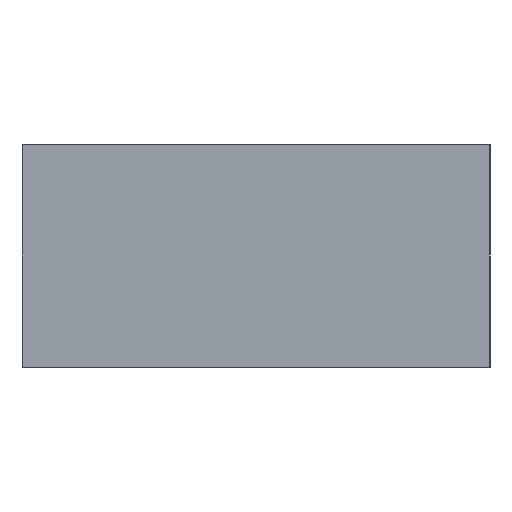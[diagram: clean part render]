
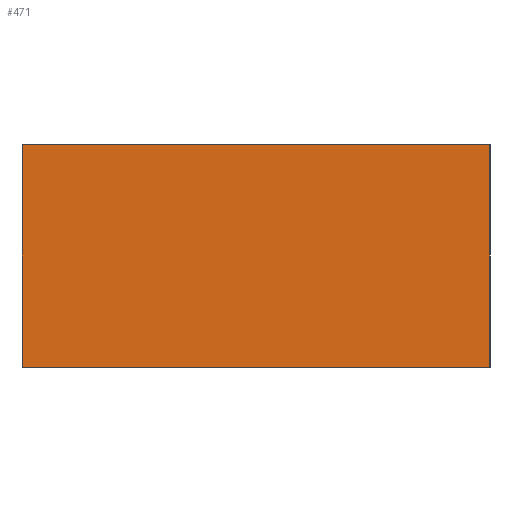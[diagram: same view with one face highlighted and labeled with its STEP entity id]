
A CAD part, left-side view. The second image highlights one B-rep face of the part: STEP entity #471.
In plain terms, the highlighted planar face has unit normal (-1, 0, 0).
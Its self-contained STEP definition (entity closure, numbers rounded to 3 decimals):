
#79=ORIENTED_EDGE('',*,*,#175,.T.);
#80=ORIENTED_EDGE('',*,*,#176,.F.);
#81=ORIENTED_EDGE('',*,*,#177,.F.);
#82=ORIENTED_EDGE('',*,*,#178,.T.);
#175=EDGE_CURVE('',#227,#228,#275,.T.);
#176=EDGE_CURVE('',#229,#228,#276,.T.);
#177=EDGE_CURVE('',#230,#229,#277,.T.);
#178=EDGE_CURVE('',#230,#227,#278,.T.);
#227=VERTEX_POINT('',#744);
#228=VERTEX_POINT('',#745);
#229=VERTEX_POINT('',#747);
#230=VERTEX_POINT('',#749);
#275=LINE('',#743,#335);
#276=LINE('',#746,#336);
#277=LINE('',#748,#337);
#278=LINE('',#750,#338);
#335=VECTOR('',#617,1000.);
#336=VECTOR('',#618,1000.);
#337=VECTOR('',#619,1000.);
#338=VECTOR('',#620,1000.);
#383=EDGE_LOOP('',(#79,#80,#81,#82));
#413=FACE_BOUND('',#383,.T.);
#442=PLANE('',#546);
#471=ADVANCED_FACE('',(#413),#442,.F.);
#546=AXIS2_PLACEMENT_3D('',#742,#615,#616);
#615=DIRECTION('',(1.,0.,0.));
#616=DIRECTION('',(0.,0.,-1.));
#617=DIRECTION('',(0.,-1.,0.));
#618=DIRECTION('',(0.,0.,-1.));
#619=DIRECTION('',(0.,-1.,0.));
#620=DIRECTION('',(0.,0.,-1.));
#742=CARTESIAN_POINT('',(-2.6,1.05,0.5));
#743=CARTESIAN_POINT('',(-2.6,1.05,-0.5));
#744=CARTESIAN_POINT('',(-2.6,1.05,-0.5));
#745=CARTESIAN_POINT('',(-2.6,-1.05,-0.5));
#746=CARTESIAN_POINT('',(-2.6,-1.05,0.5));
#747=CARTESIAN_POINT('',(-2.6,-1.05,0.5));
#748=CARTESIAN_POINT('',(-2.6,1.05,0.5));
#749=CARTESIAN_POINT('',(-2.6,1.05,0.5));
#750=CARTESIAN_POINT('',(-2.6,1.05,0.5));
